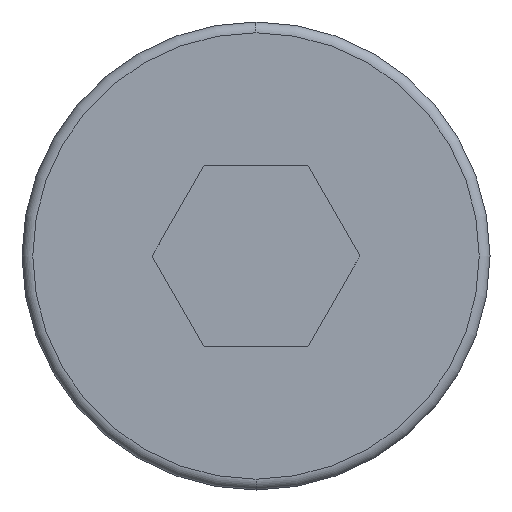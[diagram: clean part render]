
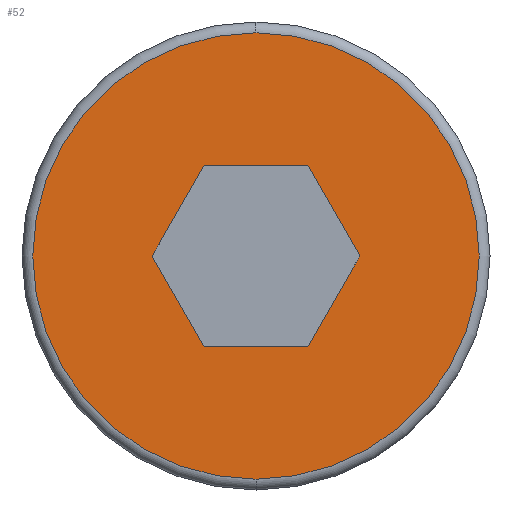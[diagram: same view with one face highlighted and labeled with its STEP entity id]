
A CAD part, left-side view. The second image highlights one B-rep face of the part: STEP entity #52.
In plain terms, the highlighted planar face has unit normal (-1, 0, 0).
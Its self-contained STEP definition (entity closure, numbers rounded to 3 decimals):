
#3 = EDGE_CURVE ( 'NONE', #250, #278, #691, .T. ) ;
#18 = CARTESIAN_POINT ( 'NONE',  ( -5.5, 0., 6.2 ) ) ;
#32 = CARTESIAN_POINT ( 'NONE',  ( -5.5, -2.887, 0. ) ) ;
#33 = CARTESIAN_POINT ( 'NONE',  ( -5.5, 2.887, 0. ) ) ;
#35 = CARTESIAN_POINT ( 'NONE',  ( -5.5, -1.443, -2.5 ) ) ;
#47 = LINE ( 'NONE', #776, #368 ) ;
#52 = ADVANCED_FACE ( 'NONE', ( #353, #674 ), #633, .F. ) ;
#65 = DIRECTION ( 'NONE',  ( -1., 0., 0. ) ) ;
#74 = CARTESIAN_POINT ( 'NONE',  ( -5.5, 1.443, -2.5 ) ) ;
#81 = ORIENTED_EDGE ( 'NONE', *, *, #813, .F. ) ;
#84 = AXIS2_PLACEMENT_3D ( 'NONE', #332, #65, #753 ) ;
#112 = DIRECTION ( 'NONE',  ( 0., 0.5, 0.866 ) ) ;
#121 = CARTESIAN_POINT ( 'NONE',  ( -5.5, 1.443, 2.5 ) ) ;
#131 = EDGE_CURVE ( 'NONE', #522, #622, #264, .T. ) ;
#145 = CARTESIAN_POINT ( 'NONE',  ( -5.5, -1.443, 2.5 ) ) ;
#191 = CARTESIAN_POINT ( 'NONE',  ( -5.5, -1.443, 2.5 ) ) ;
#197 = CARTESIAN_POINT ( 'NONE',  ( -5.5, 2.887, 0. ) ) ;
#203 = ORIENTED_EDGE ( 'NONE', *, *, #131, .T. ) ;
#208 = CARTESIAN_POINT ( 'NONE',  ( -5.5, 0., -6.2 ) ) ;
#213 = DIRECTION ( 'NONE',  ( 0., 0.5, -0.866 ) ) ;
#231 = LINE ( 'NONE', #191, #631 ) ;
#250 = VERTEX_POINT ( 'NONE', #145 ) ;
#264 = CIRCLE ( 'NONE', #367, 6.2 ) ;
#278 = VERTEX_POINT ( 'NONE', #121 ) ;
#288 = ORIENTED_EDGE ( 'NONE', *, *, #307, .T. ) ;
#291 = DIRECTION ( 'NONE',  ( 0., -1., 0. ) ) ;
#295 = VECTOR ( 'NONE', #213, 1000. ) ;
#306 = EDGE_CURVE ( 'NONE', #278, #532, #482, .T. ) ;
#307 = EDGE_CURVE ( 'NONE', #622, #522, #460, .T. ) ;
#332 = CARTESIAN_POINT ( 'NONE',  ( -5.5, 0., 0. ) ) ;
#353 = FACE_BOUND ( 'NONE', #531, .T. ) ;
#367 = AXIS2_PLACEMENT_3D ( 'NONE', #818, #602, #387 ) ;
#368 = VECTOR ( 'NONE', #404, 1000. ) ;
#387 = DIRECTION ( 'NONE',  ( 0., 0., -1. ) ) ;
#404 = DIRECTION ( 'NONE',  ( 0., -0.5, 0.866 ) ) ;
#407 = EDGE_CURVE ( 'NONE', #497, #773, #495, .T. ) ;
#428 = EDGE_CURVE ( 'NONE', #532, #497, #790, .T. ) ;
#436 = ORIENTED_EDGE ( 'NONE', *, *, #407, .F. ) ;
#451 = ORIENTED_EDGE ( 'NONE', *, *, #428, .F. ) ;
#460 = CIRCLE ( 'NONE', #84, 6.2 ) ;
#466 = DIRECTION ( 'NONE',  ( 0., 1., 0. ) ) ;
#468 = VECTOR ( 'NONE', #672, 1000. ) ;
#482 = LINE ( 'NONE', #197, #295 ) ;
#495 = LINE ( 'NONE', #35, #809 ) ;
#497 = VERTEX_POINT ( 'NONE', #710 ) ;
#520 = CARTESIAN_POINT ( 'NONE',  ( -5.5, 0., 0. ) ) ;
#522 = VERTEX_POINT ( 'NONE', #18 ) ;
#530 = VECTOR ( 'NONE', #466, 1000. ) ;
#531 = EDGE_LOOP ( 'NONE', ( #81, #598, #436, #451, #616, #804 ) ) ;
#532 = VERTEX_POINT ( 'NONE', #33 ) ;
#557 = CARTESIAN_POINT ( 'NONE',  ( -5.5, -1.443, -2.5 ) ) ;
#564 = EDGE_CURVE ( 'NONE', #773, #772, #47, .T. ) ;
#598 = ORIENTED_EDGE ( 'NONE', *, *, #564, .F. ) ;
#602 = DIRECTION ( 'NONE',  ( -1., 0., 0. ) ) ;
#616 = ORIENTED_EDGE ( 'NONE', *, *, #306, .F. ) ;
#622 = VERTEX_POINT ( 'NONE', #208 ) ;
#631 = VECTOR ( 'NONE', #112, 1000. ) ;
#633 = PLANE ( 'NONE',  #680 ) ;
#649 = DIRECTION ( 'NONE',  ( 1., 0., 0. ) ) ;
#653 = CARTESIAN_POINT ( 'NONE',  ( -5.5, 1.443, 2.5 ) ) ;
#672 = DIRECTION ( 'NONE',  ( 0., -0.5, -0.866 ) ) ;
#674 = FACE_OUTER_BOUND ( 'NONE', #745, .T. ) ;
#680 = AXIS2_PLACEMENT_3D ( 'NONE', #520, #649, #759 ) ;
#691 = LINE ( 'NONE', #653, #530 ) ;
#710 = CARTESIAN_POINT ( 'NONE',  ( -5.5, 1.443, -2.5 ) ) ;
#745 = EDGE_LOOP ( 'NONE', ( #288, #203 ) ) ;
#753 = DIRECTION ( 'NONE',  ( 0., 0., -1. ) ) ;
#759 = DIRECTION ( 'NONE',  ( 0., 0., -1. ) ) ;
#772 = VERTEX_POINT ( 'NONE', #32 ) ;
#773 = VERTEX_POINT ( 'NONE', #557 ) ;
#776 = CARTESIAN_POINT ( 'NONE',  ( -5.5, -2.887, 0. ) ) ;
#790 = LINE ( 'NONE', #74, #468 ) ;
#804 = ORIENTED_EDGE ( 'NONE', *, *, #3, .F. ) ;
#809 = VECTOR ( 'NONE', #291, 1000. ) ;
#813 = EDGE_CURVE ( 'NONE', #772, #250, #231, .T. ) ;
#818 = CARTESIAN_POINT ( 'NONE',  ( -5.5, 0., 0. ) ) ;
